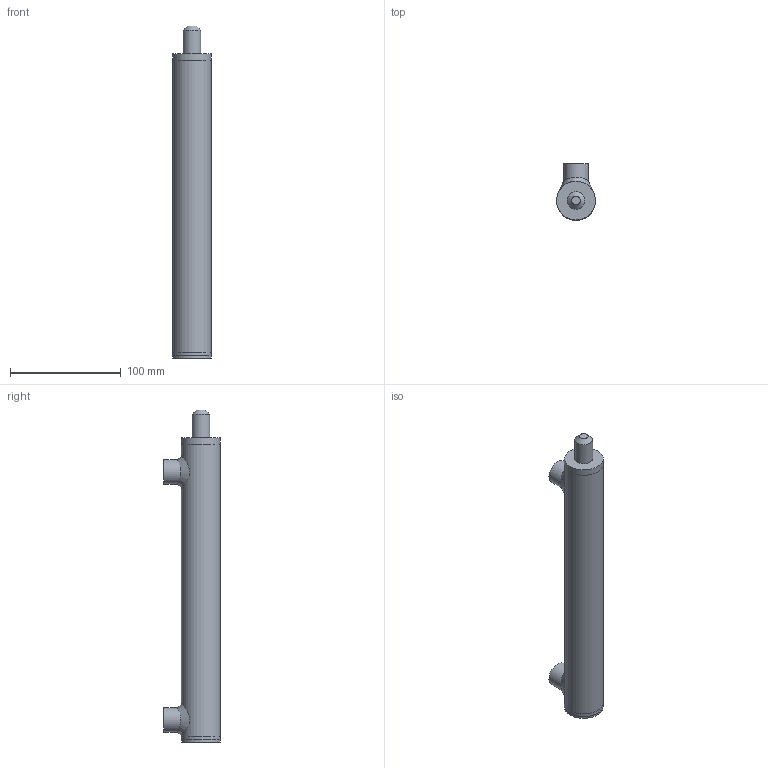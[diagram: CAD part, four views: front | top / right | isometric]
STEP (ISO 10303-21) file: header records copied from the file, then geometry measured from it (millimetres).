
FILE_DESCRIPTION(/* description */ (''),/* implementation_level */ '2;1');
FILE_NAME(/* name */ 'CY0250160200A00A00-1.stp',/* time_stamp */ '2025-11-20T10:30:14+01:00',/* author */ ('muc'),/* organization */ (''),/* preprocessor_version */ 'ST-DEVELOPER v20',/* originating_system */ 'Autodesk Inventor 2022',/* authorisation */ '');
FILE_SCHEMA (('AUTOMOTIVE_DESIGN { 1 0 10303 214 3 1 1 }'));
Length unit declared in the file: millimetre
Products named in the file (8): CY0250160200A00A00-1; CY0250160200A00A00-1_1; Rør; Stok; NBF000025035; NBPF00251015; NBT03502516G; NBBORSG 1-4
Assembly tree (8 placements, depth 2):
  CY0250160200A00A00-1
    CY0250160200A00A00-1_1
    Rør
    Stok
    NBF000025035
    NBPF00251015
    NBT03502516G
    NBBORSG 1-4  x2
Bounding box: 35 x 51 x 300 mm (x, y, z)
Volume: 212105 mm3; surface area: 85591.2 mm2
Topology: 10 solids, 10 shells, 99 faces, 196 edges, 132 vertices
Faces by surface type: cylinder 41, plane 33, cone 19, torus 4, bspline 2
Full cylindrical faces by diameter (mm): 5 x2, 8.376 x1, 10 x1, 11 x3, 11.445 x2, 13 x1, 16 x5, 17 x2, 19 x1, 20 x1, 22 x7, 25 x7, 28 x1, 30 x1, 35 x4
Entity records: 3763 total; most frequent: CARTESIAN_POINT 1409, DIRECTION 484, ORIENTED_EDGE 370, AXIS2_PLACEMENT_3D 214, EDGE_CURVE 185, EDGE_LOOP 126, VERTEX_POINT 125, CIRCLE 107
